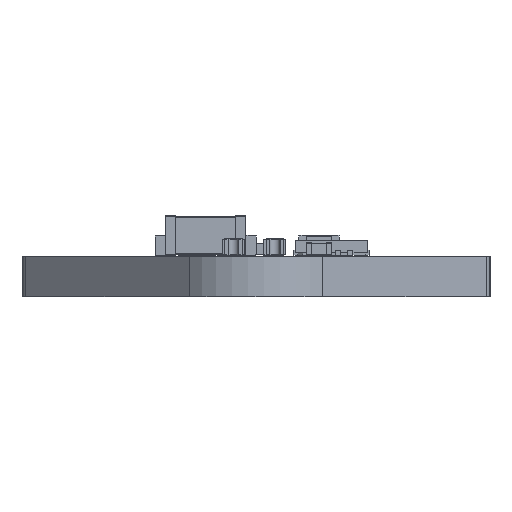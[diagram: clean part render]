
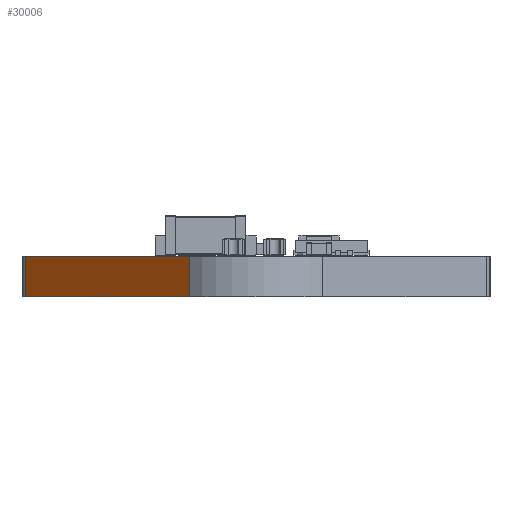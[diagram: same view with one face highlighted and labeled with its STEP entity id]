
A CAD part, front view. The second image highlights one B-rep face of the part: STEP entity #30006.
In plain terms, the highlighted planar face has unit normal (-0.704, -0.71, 0).
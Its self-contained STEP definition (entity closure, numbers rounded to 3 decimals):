
#30006 = ADVANCED_FACE('',(#30007),#30021,.T.);
#30007 = FACE_BOUND('',#30008,.T.);
#30008 = EDGE_LOOP('',(#30009,#30044,#30072,#30100));
#30009 = ORIENTED_EDGE('',*,*,#30010,.T.);
#30010 = EDGE_CURVE('',#30011,#30013,#30015,.T.);
#30011 = VERTEX_POINT('',#30012);
#30012 = CARTESIAN_POINT('',(-2.65,-20.476,0.));
#30013 = VERTEX_POINT('',#30014);
#30014 = CARTESIAN_POINT('',(-2.65,-20.476,1.6));
#30015 = SURFACE_CURVE('',#30016,(#30020,#30032),.PCURVE_S1.);
#30016 = LINE('',#30017,#30018);
#30017 = CARTESIAN_POINT('',(-2.65,-20.476,0.));
#30018 = VECTOR('',#30019,1.);
#30019 = DIRECTION('',(0.,0.,1.));
#30020 = PCURVE('',#30021,#30026);
#30021 = PLANE('',#30022);
#30022 = AXIS2_PLACEMENT_3D('',#30023,#30024,#30025);
#30023 = CARTESIAN_POINT('',(-2.65,-20.476,0.));
#30024 = DIRECTION('',(-0.704,-0.71,0.));
#30025 = DIRECTION('',(-0.71,0.704,0.));
#30026 = DEFINITIONAL_REPRESENTATION('',(#30027),#30031);
#30027 = LINE('',#30028,#30029);
#30028 = CARTESIAN_POINT('',(0.,0.));
#30029 = VECTOR('',#30030,1.);
#30030 = DIRECTION('',(0.,-1.));
#30031 = ( GEOMETRIC_REPRESENTATION_CONTEXT(2) 
PARAMETRIC_REPRESENTATION_CONTEXT() REPRESENTATION_CONTEXT('2D SPACE',''
  ) );
#30032 = PCURVE('',#30033,#30038);
#30033 = CYLINDRICAL_SURFACE('',#30034,3.748);
#30034 = AXIS2_PLACEMENT_3D('',#30035,#30036,#30037);
#30035 = CARTESIAN_POINT('',(0.,-17.826,0.));
#30036 = DIRECTION('',(-0.,-0.,-1.));
#30037 = DIRECTION('',(1.,0.,-0.));
#30038 = DEFINITIONAL_REPRESENTATION('',(#30039),#30043);
#30039 = LINE('',#30040,#30041);
#30040 = CARTESIAN_POINT('',(-3.927,0.));
#30041 = VECTOR('',#30042,1.);
#30042 = DIRECTION('',(-0.,-1.));
#30043 = ( GEOMETRIC_REPRESENTATION_CONTEXT(2) 
PARAMETRIC_REPRESENTATION_CONTEXT() REPRESENTATION_CONTEXT('2D SPACE',''
  ) );
#30044 = ORIENTED_EDGE('',*,*,#30045,.T.);
#30045 = EDGE_CURVE('',#30013,#30046,#30048,.T.);
#30046 = VERTEX_POINT('',#30047);
#30047 = CARTESIAN_POINT('',(-9.154,-14.026,1.6));
#30048 = SURFACE_CURVE('',#30049,(#30053,#30060),.PCURVE_S1.);
#30049 = LINE('',#30050,#30051);
#30050 = CARTESIAN_POINT('',(-2.65,-20.476,1.6));
#30051 = VECTOR('',#30052,1.);
#30052 = DIRECTION('',(-0.71,0.704,0.));
#30053 = PCURVE('',#30021,#30054);
#30054 = DEFINITIONAL_REPRESENTATION('',(#30055),#30059);
#30055 = LINE('',#30056,#30057);
#30056 = CARTESIAN_POINT('',(0.,-1.6));
#30057 = VECTOR('',#30058,1.);
#30058 = DIRECTION('',(1.,0.));
#30059 = ( GEOMETRIC_REPRESENTATION_CONTEXT(2) 
PARAMETRIC_REPRESENTATION_CONTEXT() REPRESENTATION_CONTEXT('2D SPACE',''
  ) );
#30060 = PCURVE('',#30061,#30066);
#30061 = PLANE('',#30062);
#30062 = AXIS2_PLACEMENT_3D('',#30063,#30064,#30065);
#30063 = CARTESIAN_POINT('',(0.,1.939,1.6));
#30064 = DIRECTION('',(-0.,-0.,-1.));
#30065 = DIRECTION('',(-1.,0.,0.));
#30066 = DEFINITIONAL_REPRESENTATION('',(#30067),#30071);
#30067 = LINE('',#30068,#30069);
#30068 = CARTESIAN_POINT('',(2.65,-22.416));
#30069 = VECTOR('',#30070,1.);
#30070 = DIRECTION('',(0.71,0.704));
#30071 = ( GEOMETRIC_REPRESENTATION_CONTEXT(2) 
PARAMETRIC_REPRESENTATION_CONTEXT() REPRESENTATION_CONTEXT('2D SPACE',''
  ) );
#30072 = ORIENTED_EDGE('',*,*,#30073,.F.);
#30073 = EDGE_CURVE('',#30074,#30046,#30076,.T.);
#30074 = VERTEX_POINT('',#30075);
#30075 = CARTESIAN_POINT('',(-9.154,-14.026,0.));
#30076 = SURFACE_CURVE('',#30077,(#30081,#30088),.PCURVE_S1.);
#30077 = LINE('',#30078,#30079);
#30078 = CARTESIAN_POINT('',(-9.154,-14.026,0.));
#30079 = VECTOR('',#30080,1.);
#30080 = DIRECTION('',(0.,0.,1.));
#30081 = PCURVE('',#30021,#30082);
#30082 = DEFINITIONAL_REPRESENTATION('',(#30083),#30087);
#30083 = LINE('',#30084,#30085);
#30084 = CARTESIAN_POINT('',(9.16,0.));
#30085 = VECTOR('',#30086,1.);
#30086 = DIRECTION('',(0.,-1.));
#30087 = ( GEOMETRIC_REPRESENTATION_CONTEXT(2) 
PARAMETRIC_REPRESENTATION_CONTEXT() REPRESENTATION_CONTEXT('2D SPACE',''
  ) );
#30088 = PCURVE('',#30089,#30094);
#30089 = CYLINDRICAL_SURFACE('',#30090,0.5);
#30090 = AXIS2_PLACEMENT_3D('',#30091,#30092,#30093);
#30091 = CARTESIAN_POINT('',(-8.8,-13.672,0.));
#30092 = DIRECTION('',(-0.,-0.,-1.));
#30093 = DIRECTION('',(1.,0.,-0.));
#30094 = DEFINITIONAL_REPRESENTATION('',(#30095),#30099);
#30095 = LINE('',#30096,#30097);
#30096 = CARTESIAN_POINT('',(-3.928,0.));
#30097 = VECTOR('',#30098,1.);
#30098 = DIRECTION('',(-0.,-1.));
#30099 = ( GEOMETRIC_REPRESENTATION_CONTEXT(2) 
PARAMETRIC_REPRESENTATION_CONTEXT() REPRESENTATION_CONTEXT('2D SPACE',''
  ) );
#30100 = ORIENTED_EDGE('',*,*,#30101,.F.);
#30101 = EDGE_CURVE('',#30011,#30074,#30102,.T.);
#30102 = SURFACE_CURVE('',#30103,(#30107,#30114),.PCURVE_S1.);
#30103 = LINE('',#30104,#30105);
#30104 = CARTESIAN_POINT('',(-2.65,-20.476,0.));
#30105 = VECTOR('',#30106,1.);
#30106 = DIRECTION('',(-0.71,0.704,0.));
#30107 = PCURVE('',#30021,#30108);
#30108 = DEFINITIONAL_REPRESENTATION('',(#30109),#30113);
#30109 = LINE('',#30110,#30111);
#30110 = CARTESIAN_POINT('',(0.,0.));
#30111 = VECTOR('',#30112,1.);
#30112 = DIRECTION('',(1.,0.));
#30113 = ( GEOMETRIC_REPRESENTATION_CONTEXT(2) 
PARAMETRIC_REPRESENTATION_CONTEXT() REPRESENTATION_CONTEXT('2D SPACE',''
  ) );
#30114 = PCURVE('',#30115,#30120);
#30115 = PLANE('',#30116);
#30116 = AXIS2_PLACEMENT_3D('',#30117,#30118,#30119);
#30117 = CARTESIAN_POINT('',(0.,1.939,0.));
#30118 = DIRECTION('',(-0.,-0.,-1.));
#30119 = DIRECTION('',(-1.,0.,0.));
#30120 = DEFINITIONAL_REPRESENTATION('',(#30121),#30125);
#30121 = LINE('',#30122,#30123);
#30122 = CARTESIAN_POINT('',(2.65,-22.416));
#30123 = VECTOR('',#30124,1.);
#30124 = DIRECTION('',(0.71,0.704));
#30125 = ( GEOMETRIC_REPRESENTATION_CONTEXT(2) 
PARAMETRIC_REPRESENTATION_CONTEXT() REPRESENTATION_CONTEXT('2D SPACE',''
  ) );
